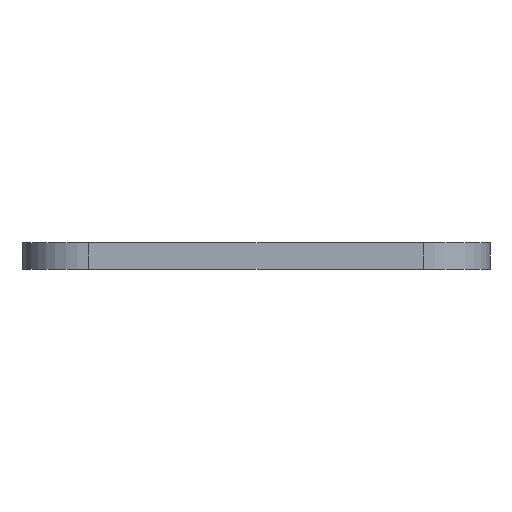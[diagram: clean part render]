
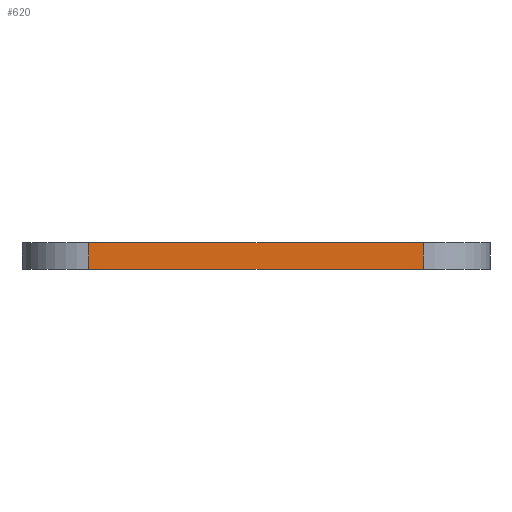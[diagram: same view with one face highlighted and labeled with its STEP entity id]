
A CAD part, front view. The second image highlights one B-rep face of the part: STEP entity #620.
In plain terms, the highlighted planar face has unit normal (0, -1, 0).
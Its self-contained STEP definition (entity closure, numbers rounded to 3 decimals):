
#4 = VERTEX_POINT ( 'NONE', #778 ) ;
#27 = ORIENTED_EDGE ( 'NONE', *, *, #385, .T. ) ;
#76 = LINE ( 'NONE', #224, #489 ) ;
#90 = EDGE_CURVE ( 'NONE', #495, #553, #733, .T. ) ;
#93 = DIRECTION ( 'NONE',  ( 0., 0., -1. ) ) ;
#185 = DIRECTION ( 'NONE',  ( 0., 0., 1. ) ) ;
#201 = DIRECTION ( 'NONE',  ( 0., 0., -1. ) ) ;
#224 = CARTESIAN_POINT ( 'NONE',  ( -120., -130., 8. ) ) ;
#237 = CARTESIAN_POINT ( 'NONE',  ( -120., -130., 8. ) ) ;
#270 = ORIENTED_EDGE ( 'NONE', *, *, #90, .F. ) ;
#320 = CARTESIAN_POINT ( 'NONE',  ( -70., -130., 8. ) ) ;
#358 = EDGE_CURVE ( 'NONE', #944, #495, #76, .T. ) ;
#375 = LINE ( 'NONE', #387, #473 ) ;
#383 = DIRECTION ( 'NONE',  ( 1., 0., 0. ) ) ;
#385 = EDGE_CURVE ( 'NONE', #4, #553, #375, .T. ) ;
#387 = CARTESIAN_POINT ( 'NONE',  ( -120., -130., 4. ) ) ;
#392 = LINE ( 'NONE', #785, #501 ) ;
#406 = EDGE_CURVE ( 'NONE', #944, #4, #392, .T. ) ;
#410 = FACE_OUTER_BOUND ( 'NONE', #452, .T. ) ;
#420 = PLANE ( 'NONE',  #764 ) ;
#428 = VECTOR ( 'NONE', #201, 1000. ) ;
#452 = EDGE_LOOP ( 'NONE', ( #27, #270, #681, #756 ) ) ;
#473 = VECTOR ( 'NONE', #383, 1000. ) ;
#489 = VECTOR ( 'NONE', #892, 1000. ) ;
#495 = VERTEX_POINT ( 'NONE', #320 ) ;
#501 = VECTOR ( 'NONE', #93, 1000. ) ;
#553 = VERTEX_POINT ( 'NONE', #727 ) ;
#620 = ADVANCED_FACE ( 'NONE', ( #410 ), #420, .F. ) ;
#642 = CARTESIAN_POINT ( 'NONE',  ( -70., -130., 8. ) ) ;
#681 = ORIENTED_EDGE ( 'NONE', *, *, #358, .F. ) ;
#713 = CARTESIAN_POINT ( 'NONE',  ( -120., -130., 8. ) ) ;
#727 = CARTESIAN_POINT ( 'NONE',  ( -70., -130., 4. ) ) ;
#733 = LINE ( 'NONE', #642, #428 ) ;
#756 = ORIENTED_EDGE ( 'NONE', *, *, #406, .T. ) ;
#764 = AXIS2_PLACEMENT_3D ( 'NONE', #713, #937, #185 ) ;
#778 = CARTESIAN_POINT ( 'NONE',  ( -120., -130., 4. ) ) ;
#785 = CARTESIAN_POINT ( 'NONE',  ( -120., -130., 8. ) ) ;
#892 = DIRECTION ( 'NONE',  ( 1., 0., 0. ) ) ;
#937 = DIRECTION ( 'NONE',  ( 0., 1., 0. ) ) ;
#944 = VERTEX_POINT ( 'NONE', #237 ) ;
